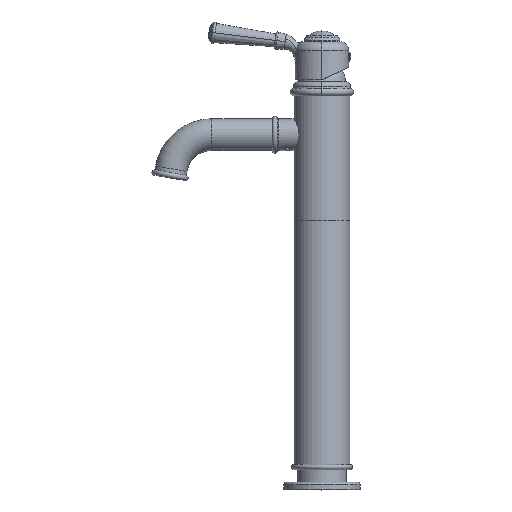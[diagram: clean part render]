
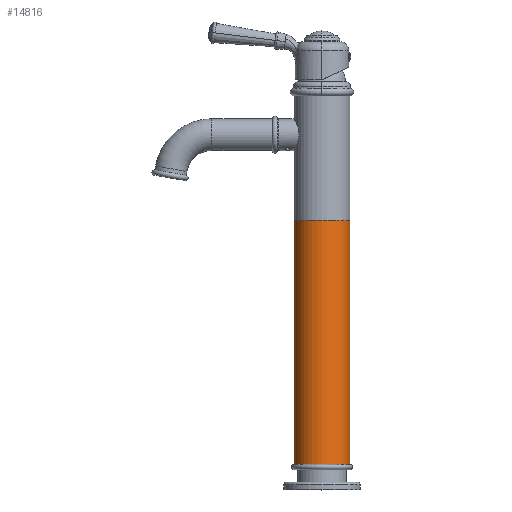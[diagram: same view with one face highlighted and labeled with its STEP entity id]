
A CAD part, top view. The second image highlights one B-rep face of the part: STEP entity #14816.
In plain terms, the highlighted cylindrical face has radius 22 mm (diameter 44 mm), a partial arc.
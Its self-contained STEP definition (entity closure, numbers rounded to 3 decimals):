
#14754=CARTESIAN_POINT('',(0.,192.,0.));
#14755=DIRECTION('',(0.,1.,0.));
#14756=DIRECTION('',(-1.,0.,0.));
#14757=AXIS2_PLACEMENT_3D('',#14754,#14755,#14756);
#14759=DIRECTION('',(0.,-1.,0.));
#14760=VECTOR('',#14759,192.);
#14761=CARTESIAN_POINT('',(-22.,192.,0.));
#14762=LINE('',#14761,#14760);
#14763=DIRECTION('',(0.,-1.,0.));
#14764=VECTOR('',#14763,192.);
#14765=CARTESIAN_POINT('',(22.,192.,0.));
#14766=LINE('',#14765,#14764);
#14777=CARTESIAN_POINT('',(0.,0.,0.));
#14778=DIRECTION('',(0.,1.,0.));
#14779=DIRECTION('',(-1.,0.,0.));
#14780=AXIS2_PLACEMENT_3D('',#14777,#14778,#14779);
#14782=CARTESIAN_POINT('',(-22.,192.,0.));
#14783=CARTESIAN_POINT('',(-22.,0.,0.));
#14784=VERTEX_POINT('',#14782);
#14785=VERTEX_POINT('',#14783);
#14786=CARTESIAN_POINT('',(22.,192.,0.));
#14787=CARTESIAN_POINT('',(22.,0.,0.));
#14788=VERTEX_POINT('',#14786);
#14789=VERTEX_POINT('',#14787);
#14802=CARTESIAN_POINT('',(0.,-9.6,0.));
#14803=DIRECTION('',(0.,1.,0.));
#14804=DIRECTION('',(1.,0.,0.));
#14805=AXIS2_PLACEMENT_3D('',#14802,#14803,#14804);
#14806=CYLINDRICAL_SURFACE('',#14805,22.);
#14808=ORIENTED_EDGE('',*,*,#14807,.F.);
#14809=ORIENTED_EDGE('',*,*,#14795,.T.);
#14811=ORIENTED_EDGE('',*,*,#14810,.T.);
#14813=ORIENTED_EDGE('',*,*,#14812,.F.);
#14814=EDGE_LOOP('',(#14808,#14809,#14811,#14813));
#14815=FACE_OUTER_BOUND('',#14814,.F.);
#14816=ADVANCED_FACE('',(#14815),#14806,.T.);
#14758=CIRCLE('',#14757,22.);
#14781=CIRCLE('',#14780,22.);
#14795=EDGE_CURVE('',#14784,#14788,#14758,.T.);
#14807=EDGE_CURVE('',#14784,#14785,#14762,.T.);
#14810=EDGE_CURVE('',#14788,#14789,#14766,.T.);
#14812=EDGE_CURVE('',#14785,#14789,#14781,.T.);
